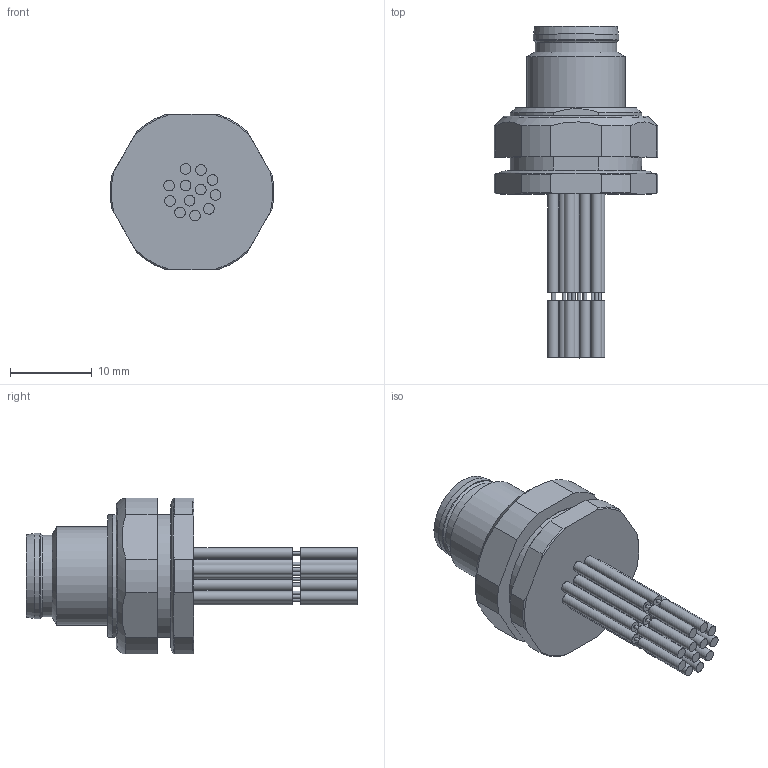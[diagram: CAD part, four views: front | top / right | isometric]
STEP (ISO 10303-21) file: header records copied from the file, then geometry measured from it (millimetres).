
FILE_DESCRIPTION(/* description */ (''),/* implementation_level */ '2;1');
FILE_NAME(/* name */ 'EC-FSFD12-m_16.stp',/* time_stamp */ '2016-02-10T08:24:01+01:00',/* author */ (''),/* organization */ (''),/* preprocessor_version */ 'ST-DEVELOPER v16',/* originating_system */ 'SIEMENS PLM Software NX 10.0',/* authorisation */ '');
FILE_SCHEMA (('AUTOMOTIVE_DESIGN { 1 0 10303 214 3 1 1 1 }'));
Length unit declared in the file: millimetre
Products named in the file (1): EC-FSFD12-m_16
Bounding box: 19.95 x 40.48 x 19 mm (x, y, z)
Volume: 3690.5 mm3; surface area: 3179.4 mm2
Topology: 1 solids, 1 shells, 173 faces, 410 edges, 281 vertices
Faces by surface type: cylinder 71, plane 65, cone 21, sphere 12, torus 4
Full cylindrical faces by diameter (mm): 0.42 x12, 0.6 x12, 1.3 x24, 8.375 x1, 10 x1, 10.4 x1, 12 x1
Entity records: 4306 total; most frequent: CARTESIAN_POINT 909, DIRECTION 740, ORIENTED_EDGE 546, AXIS2_PLACEMENT_3D 339, EDGE_LOOP 287, EDGE_CURVE 273, VERTEX_POINT 216, FACE_BOUND 206
